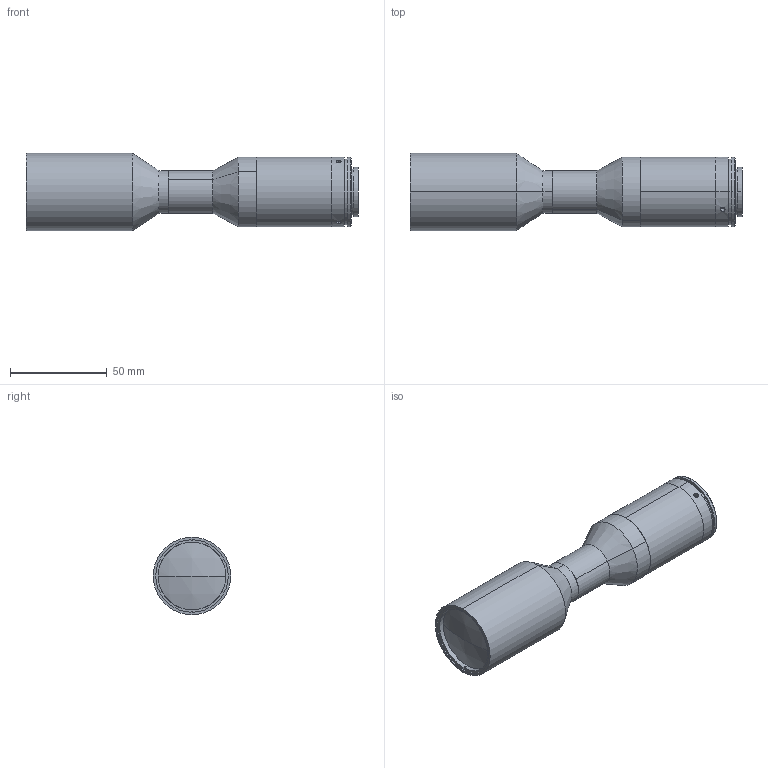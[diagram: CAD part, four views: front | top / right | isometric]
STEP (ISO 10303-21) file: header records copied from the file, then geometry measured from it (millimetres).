
FILE_DESCRIPTION (( 'STEP AP203' ), '1' );
FILE_NAME ('XF-5MDT06X80-1C-蚾饜极-20160910V5.STEP', '2016-09-14T05:18:17', ( 'cherishsunshine' ), ( '' ), 'SwSTEP 2.0', 'SolidWorks 2014', '' );
FILE_SCHEMA (( 'CONFIG_CONTROL_DESIGN' ));
Length unit declared in the file: millimetre
Products named in the file (1): XF-5MDT06X80-1C-蚾饜极-20160910V5
Bounding box: 171.32 x 40 x 40 mm (x, y, z)
Surface area: 24213.7 mm2 (no closed solid volume)
Topology: 0 solids, 9 shells, 65 faces, 160 edges, 107 vertices
Faces by surface type: cylinder 36, plane 19, cone 8, sphere 2
Entity records: 2221 total; most frequent: CARTESIAN_POINT 561, DIRECTION 368, ORIENTED_EDGE 274, EDGE_CURVE 160, AXIS2_PLACEMENT_3D 154, VERTEX_POINT 107, CIRCLE 88, EDGE_LOOP 79
